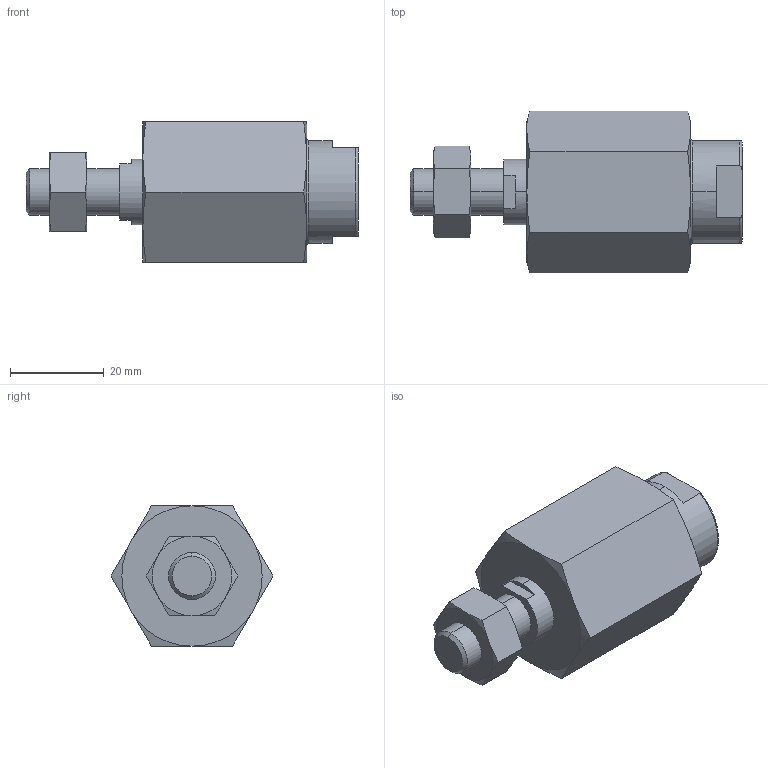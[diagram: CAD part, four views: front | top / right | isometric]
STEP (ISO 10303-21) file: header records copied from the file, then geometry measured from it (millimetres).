
FILE_DESCRIPTION (( 'STEP AP214' ), '1' );
FILE_NAME ('GRCP-M10-125.step', '2017-08-21T13:02:10', ( '' ), ( '' ), 'SwSTEP 2.0', 'SolidWorks 2017', '' );
FILE_SCHEMA (( 'AUTOMOTIVE_DESIGN' ));
Length unit declared in the file: millimetre
Products named in the file (1): GRCP-M10-125
Bounding box: 71 x 34.64 x 30 mm (x, y, z)
Volume: 33522.6 mm3; surface area: 7922.5 mm2
Topology: 1 solids, 1 shells, 71 faces, 160 edges, 95 vertices
Faces by surface type: cone 30, plane 27, cylinder 10, torus 4
Entity records: 2913 total; most frequent: CARTESIAN_POINT 619, ORIENTED_EDGE 316, DIRECTION 292, EDGE_CURVE 158, AXIS2_PLACEMENT_3D 132, VERTEX_POINT 95, EDGE_LOOP 77, UNCERTAINTY_MEASURE_WITH_UNIT 74
